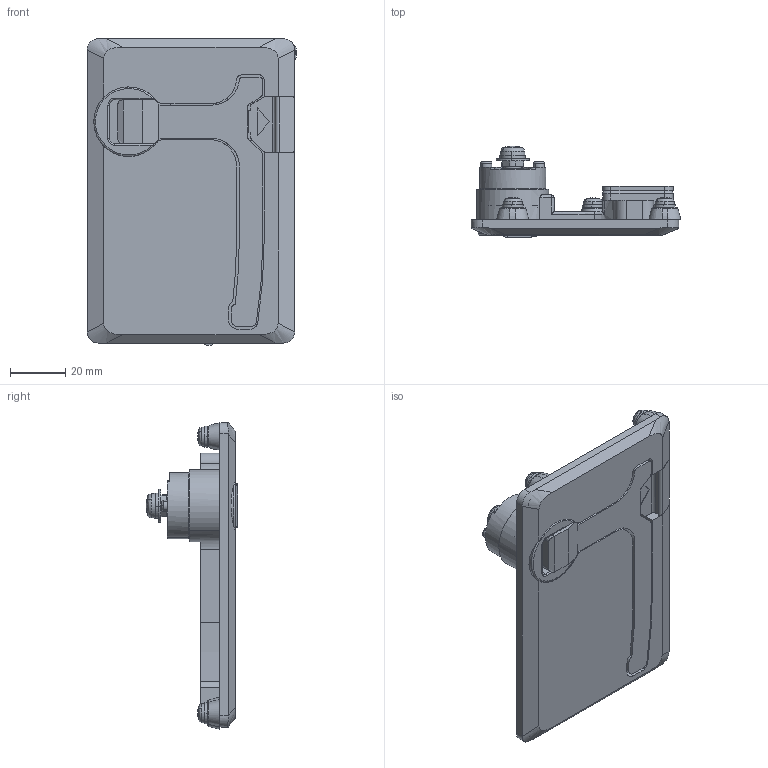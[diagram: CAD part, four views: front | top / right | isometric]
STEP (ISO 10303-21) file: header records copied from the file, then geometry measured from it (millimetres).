
FILE_DESCRIPTION((''),'2;1');
FILE_NAME('','2006-01-17T11:41:52',(''),(''),'','CADfix','');
FILE_SCHEMA(('AUTOMOTIVE_DESIGN'));
Length unit declared in the file: millimetre
Products named in the file (10): bracket; screw_A; screw_B; shaft; latch; handle; cover; cap; base; THA_450_1_2118_36
Assembly tree (15 placements, depth 2):
  THA_450_1_2118_36
    bracket  x4
    screw_A  x4
    screw_B
    shaft
    latch
    handle
    cover
    cap
    base
Bounding box: 75.8 x 33.16 x 110.8 mm (x, y, z)
Volume: 48090.1 mm3; surface area: 40590 mm2
Topology: 15 solids, 15 shells, 691 faces, 2149 edges, 1512 vertices
Faces by surface type: bspline 691
Entity records: 22314 total; most frequent: CARTESIAN_POINT 12003, ORIENTED_EDGE 3398, EDGE_CURVE 1699, VERTEX_POINT 1182, QUASI_UNIFORM_CURVE 914, B_SPLINE_CURVE_WITH_KNOTS 757, EDGE_LOOP 587, FACE_OUTER_BOUND 550
